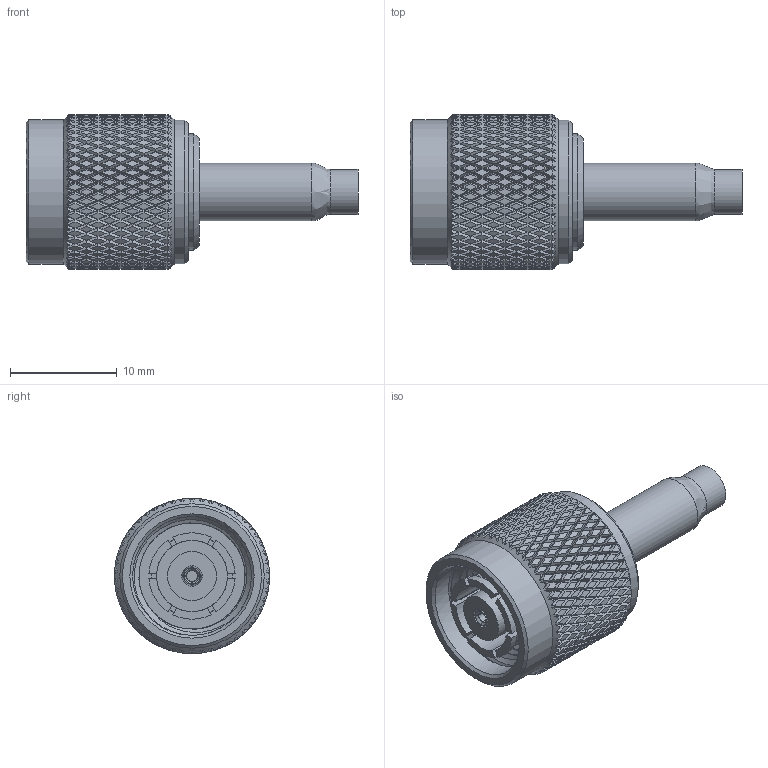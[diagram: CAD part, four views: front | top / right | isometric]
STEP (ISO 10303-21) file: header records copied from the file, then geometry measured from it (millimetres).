
FILE_DESCRIPTION (( 'STEP AP203' ), '1' );
FILE_NAME ('PE4668.step', '2020-02-26T18:09:54', ( '' ), ( '' ), 'SwSTEP 2.0', 'SolidWorks 2018', '' );
FILE_SCHEMA (( 'CONFIG_CONTROL_DESIGN' ));
Products named in the file (1): PE4668
Bounding box: 31.05 x 14.5 x 14.5 mm (x, y, z)
Volume: 2054.4 mm3; surface area: 2857.1 mm2
Topology: 3 solids, 3 shells, 2620 faces, 5544 edges, 2940 vertices
Faces by surface type: bspline 2005, cylinder 536, plane 56, cone 23
Full cylindrical faces by diameter (mm): 0.61 x1, 1.016 x2, 1.702 x1, 1.905 x1, 2.108 x2, 2.7 x1, 3.216 x1, 3.7 x1, 4.216 x1, 4.387 x1, 4.572 x1, 5.387 x1, 6.655 x1, 7.569 x1, 10.898 x1, 11.112 x6, 13.418 x1, 13.513 x1
Entity records: 100512 total; most frequent: CARTESIAN_POINT 67274, ORIENTED_EDGE 10974, EDGE_CURVE 5487, VERTEX_POINT 2920, EDGE_LOOP 2659, FACE_OUTER_BOUND 2636, ADVANCED_FACE 2614, B_SPLINE_CURVE_WITH_KNOTS 2274
